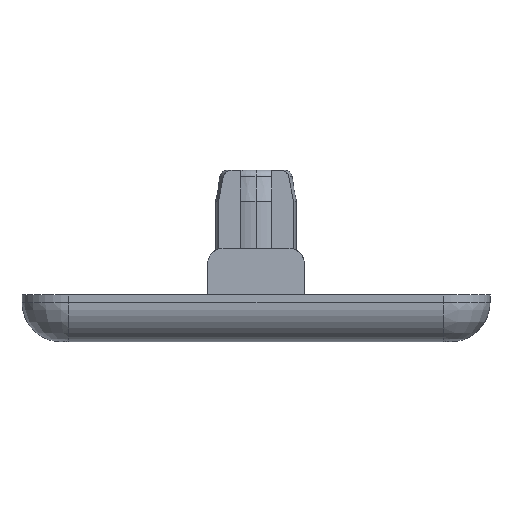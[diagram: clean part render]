
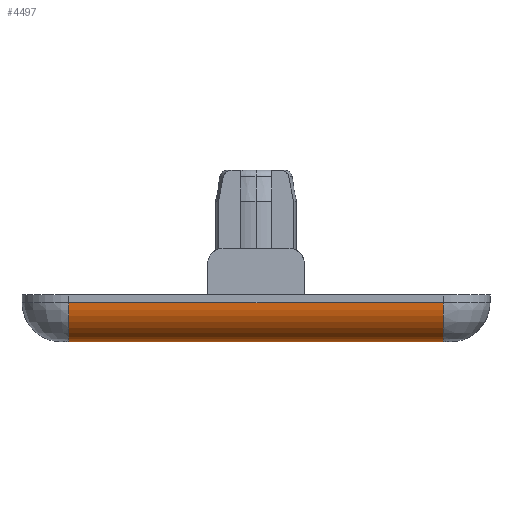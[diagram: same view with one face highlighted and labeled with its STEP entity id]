
A CAD part, left-side view. The second image highlights one B-rep face of the part: STEP entity #4497.
In plain terms, the highlighted cylindrical face has radius 2.5 mm (diameter 5 mm), a partial arc.
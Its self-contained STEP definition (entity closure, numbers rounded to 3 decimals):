
#1417 = PLANE('',#1418);
#1418 = AXIS2_PLACEMENT_3D('',#1419,#1420,#1421);
#1419 = CARTESIAN_POINT('',(-15.,15.,3.));
#1420 = DIRECTION('',(1.,0.,-0.));
#1421 = DIRECTION('',(0.,1.,0.));
#1984 = VERTEX_POINT('',#1985);
#1985 = CARTESIAN_POINT('',(-15.,12.,2.5));
#2006 = EDGE_CURVE('',#1984,#2007,#2009,.T.);
#2007 = VERTEX_POINT('',#2008);
#2008 = CARTESIAN_POINT('',(-15.,-12.,2.5));
#2009 = SURFACE_CURVE('',#2010,(#2014,#2021),.PCURVE_S1.);
#2010 = LINE('',#2011,#2012);
#2011 = CARTESIAN_POINT('',(-15.,15.,2.5));
#2012 = VECTOR('',#2013,1.);
#2013 = DIRECTION('',(0.,-1.,0.));
#2014 = PCURVE('',#1417,#2015);
#2015 = DEFINITIONAL_REPRESENTATION('',(#2016),#2020);
#2016 = LINE('',#2017,#2018);
#2017 = CARTESIAN_POINT('',(0.,-0.5));
#2018 = VECTOR('',#2019,1.);
#2019 = DIRECTION('',(-1.,0.));
#2020 = ( GEOMETRIC_REPRESENTATION_CONTEXT(2) 
PARAMETRIC_REPRESENTATION_CONTEXT() REPRESENTATION_CONTEXT('2D SPACE',''
  ) );
#2021 = PCURVE('',#2022,#2027);
#2022 = CYLINDRICAL_SURFACE('',#2023,2.5);
#2023 = AXIS2_PLACEMENT_3D('',#2024,#2025,#2026);
#2024 = CARTESIAN_POINT('',(-12.5,15.,2.5));
#2025 = DIRECTION('',(0.,1.,-0.));
#2026 = DIRECTION('',(1.,0.,0.));
#2027 = DEFINITIONAL_REPRESENTATION('',(#2028),#2032);
#2028 = LINE('',#2029,#2030);
#2029 = CARTESIAN_POINT('',(3.142,0.));
#2030 = VECTOR('',#2031,1.);
#2031 = DIRECTION('',(0.,-1.));
#2032 = ( GEOMETRIC_REPRESENTATION_CONTEXT(2) 
PARAMETRIC_REPRESENTATION_CONTEXT() REPRESENTATION_CONTEXT('2D SPACE',''
  ) );
#2146 = PLANE('',#2147);
#2147 = AXIS2_PLACEMENT_3D('',#2148,#2149,#2150);
#2148 = CARTESIAN_POINT('',(15.,-15.,0.));
#2149 = DIRECTION('',(-0.,0.,1.));
#2150 = DIRECTION('',(1.,0.,0.));
#2234 = VERTEX_POINT('',#2235);
#2235 = CARTESIAN_POINT('',(-12.5,-12.,0.));
#2254 = SURFACE_OF_REVOLUTION('',#2255,#2268);
#2255 = B_SPLINE_CURVE_WITH_KNOTS('',6,(#2256,#2257,#2258,#2259,#2260,
    #2261,#2262,#2263,#2264,#2265,#2266,#2267),.UNSPECIFIED.,.F.,.F.,(7,
    5,7),(4.712,5.498,6.283),.UNSPECIFIED.);
#2256 = CARTESIAN_POINT('',(-11.5,-12.,0.));
#2257 = CARTESIAN_POINT('',(-11.173,-12.,0.));
#2258 = CARTESIAN_POINT('',(-10.846,-12.,0.051));
#2259 = CARTESIAN_POINT('',(-10.528,-12.,0.154));
#2260 = CARTESIAN_POINT('',(-10.231,-12.,0.306));
#2261 = CARTESIAN_POINT('',(-9.964,-12.,0.501));
#2262 = CARTESIAN_POINT('',(-9.501,-12.,0.964));
#2263 = CARTESIAN_POINT('',(-9.306,-12.,1.231));
#2264 = CARTESIAN_POINT('',(-9.154,-12.,1.528));
#2265 = CARTESIAN_POINT('',(-9.051,-12.,1.846));
#2266 = CARTESIAN_POINT('',(-9.,-12.,2.173));
#2267 = CARTESIAN_POINT('',(-9.,-12.,2.5));
#2268 = AXIS1_PLACEMENT('',#2269,#2270);
#2269 = CARTESIAN_POINT('',(-12.,-12.,2.5));
#2270 = DIRECTION('',(-0.,0.,1.));
#2278 = EDGE_CURVE('',#2234,#2279,#2281,.T.);
#2279 = VERTEX_POINT('',#2280);
#2280 = CARTESIAN_POINT('',(-12.5,12.,0.));
#2281 = SURFACE_CURVE('',#2282,(#2286,#2293),.PCURVE_S1.);
#2282 = LINE('',#2283,#2284);
#2283 = CARTESIAN_POINT('',(-12.5,-15.,0.));
#2284 = VECTOR('',#2285,1.);
#2285 = DIRECTION('',(0.,1.,-0.));
#2286 = PCURVE('',#2146,#2287);
#2287 = DEFINITIONAL_REPRESENTATION('',(#2288),#2292);
#2288 = LINE('',#2289,#2290);
#2289 = CARTESIAN_POINT('',(-27.5,0.));
#2290 = VECTOR('',#2291,1.);
#2291 = DIRECTION('',(0.,1.));
#2292 = ( GEOMETRIC_REPRESENTATION_CONTEXT(2) 
PARAMETRIC_REPRESENTATION_CONTEXT() REPRESENTATION_CONTEXT('2D SPACE',''
  ) );
#2293 = PCURVE('',#2022,#2294);
#2294 = DEFINITIONAL_REPRESENTATION('',(#2295),#2299);
#2295 = LINE('',#2296,#2297);
#2296 = CARTESIAN_POINT('',(1.571,-30.));
#2297 = VECTOR('',#2298,1.);
#2298 = DIRECTION('',(0.,1.));
#2299 = ( GEOMETRIC_REPRESENTATION_CONTEXT(2) 
PARAMETRIC_REPRESENTATION_CONTEXT() REPRESENTATION_CONTEXT('2D SPACE',''
  ) );
#2322 = SURFACE_OF_REVOLUTION('',#2323,#2336);
#2323 = B_SPLINE_CURVE_WITH_KNOTS('',6,(#2324,#2325,#2326,#2327,#2328,
    #2329,#2330,#2331,#2332,#2333,#2334,#2335),.UNSPECIFIED.,.F.,.F.,(7,
    5,7),(4.712,5.498,6.283),.UNSPECIFIED.);
#2324 = CARTESIAN_POINT('',(-11.5,12.,0.));
#2325 = CARTESIAN_POINT('',(-11.173,12.,0.));
#2326 = CARTESIAN_POINT('',(-10.846,12.,0.051));
#2327 = CARTESIAN_POINT('',(-10.528,12.,0.154));
#2328 = CARTESIAN_POINT('',(-10.231,12.,0.306));
#2329 = CARTESIAN_POINT('',(-9.964,12.,0.501));
#2330 = CARTESIAN_POINT('',(-9.501,12.,0.964));
#2331 = CARTESIAN_POINT('',(-9.306,12.,1.231));
#2332 = CARTESIAN_POINT('',(-9.154,12.,1.528));
#2333 = CARTESIAN_POINT('',(-9.051,12.,1.846));
#2334 = CARTESIAN_POINT('',(-9.,12.,2.173));
#2335 = CARTESIAN_POINT('',(-9.,12.,2.5));
#2336 = AXIS1_PLACEMENT('',#2337,#2338);
#2337 = CARTESIAN_POINT('',(-12.,12.,2.5));
#2338 = DIRECTION('',(-0.,0.,1.));
#4424 = EDGE_CURVE('',#1984,#2279,#4425,.T.);
#4425 = SURFACE_CURVE('',#4426,(#4431,#4438),.PCURVE_S1.);
#4426 = CIRCLE('',#4427,2.5);
#4427 = AXIS2_PLACEMENT_3D('',#4428,#4429,#4430);
#4428 = CARTESIAN_POINT('',(-12.5,12.,2.5));
#4429 = DIRECTION('',(0.,-1.,0.));
#4430 = DIRECTION('',(0.,0.,-1.));
#4431 = PCURVE('',#2322,#4432);
#4432 = DEFINITIONAL_REPRESENTATION('',(#4433),#4437);
#4433 = LINE('',#4434,#4435);
#4434 = CARTESIAN_POINT('',(3.142,10.996));
#4435 = VECTOR('',#4436,1.);
#4436 = DIRECTION('',(0.,-1.));
#4437 = ( GEOMETRIC_REPRESENTATION_CONTEXT(2) 
PARAMETRIC_REPRESENTATION_CONTEXT() REPRESENTATION_CONTEXT('2D SPACE',''
  ) );
#4438 = PCURVE('',#2022,#4439);
#4439 = DEFINITIONAL_REPRESENTATION('',(#4440),#4444);
#4440 = LINE('',#4441,#4442);
#4441 = CARTESIAN_POINT('',(7.854,-3.));
#4442 = VECTOR('',#4443,1.);
#4443 = DIRECTION('',(-1.,0.));
#4444 = ( GEOMETRIC_REPRESENTATION_CONTEXT(2) 
PARAMETRIC_REPRESENTATION_CONTEXT() REPRESENTATION_CONTEXT('2D SPACE',''
  ) );
#4497 = ADVANCED_FACE('',(#4498),#2022,.T.);
#4498 = FACE_BOUND('',#4499,.T.);
#4499 = EDGE_LOOP('',(#4500,#4501,#4502,#4524));
#4500 = ORIENTED_EDGE('',*,*,#4424,.T.);
#4501 = ORIENTED_EDGE('',*,*,#2278,.F.);
#4502 = ORIENTED_EDGE('',*,*,#4503,.F.);
#4503 = EDGE_CURVE('',#2007,#2234,#4504,.T.);
#4504 = SURFACE_CURVE('',#4505,(#4510,#4517),.PCURVE_S1.);
#4505 = CIRCLE('',#4506,2.5);
#4506 = AXIS2_PLACEMENT_3D('',#4507,#4508,#4509);
#4507 = CARTESIAN_POINT('',(-12.5,-12.,2.5));
#4508 = DIRECTION('',(0.,-1.,0.));
#4509 = DIRECTION('',(0.,0.,-1.));
#4510 = PCURVE('',#2022,#4511);
#4511 = DEFINITIONAL_REPRESENTATION('',(#4512),#4516);
#4512 = LINE('',#4513,#4514);
#4513 = CARTESIAN_POINT('',(7.854,-27.));
#4514 = VECTOR('',#4515,1.);
#4515 = DIRECTION('',(-1.,0.));
#4516 = ( GEOMETRIC_REPRESENTATION_CONTEXT(2) 
PARAMETRIC_REPRESENTATION_CONTEXT() REPRESENTATION_CONTEXT('2D SPACE',''
  ) );
#4517 = PCURVE('',#2254,#4518);
#4518 = DEFINITIONAL_REPRESENTATION('',(#4519),#4523);
#4519 = LINE('',#4520,#4521);
#4520 = CARTESIAN_POINT('',(3.142,10.996));
#4521 = VECTOR('',#4522,1.);
#4522 = DIRECTION('',(0.,-1.));
#4523 = ( GEOMETRIC_REPRESENTATION_CONTEXT(2) 
PARAMETRIC_REPRESENTATION_CONTEXT() REPRESENTATION_CONTEXT('2D SPACE',''
  ) );
#4524 = ORIENTED_EDGE('',*,*,#2006,.F.);
